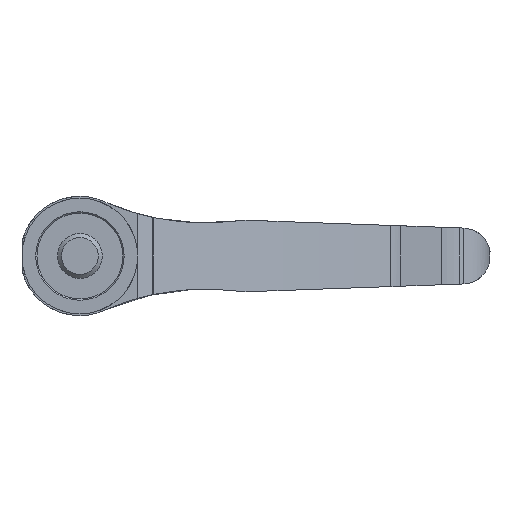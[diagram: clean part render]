
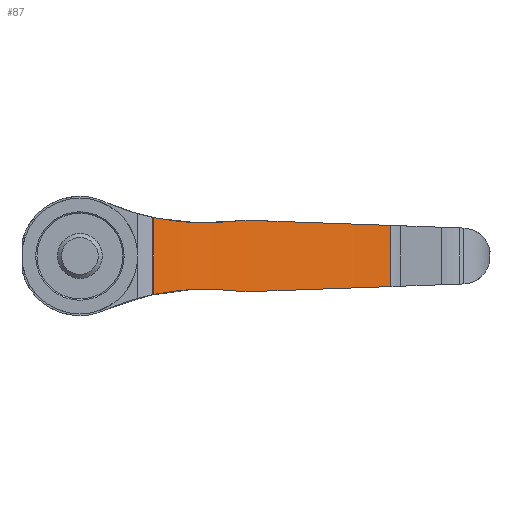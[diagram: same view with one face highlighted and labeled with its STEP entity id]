
A CAD part, front view. The second image highlights one B-rep face of the part: STEP entity #87.
In plain terms, the highlighted cylindrical face has radius 289.16 mm (diameter 578.32 mm), a partial arc.
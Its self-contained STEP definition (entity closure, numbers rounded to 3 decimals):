
#87 = ADVANCED_FACE( '', ( #223 ), #224, .F. );
#223 = FACE_OUTER_BOUND( '', #417, .T. );
#224 = CYLINDRICAL_SURFACE( '', #418, 289.16 );
#417 = EDGE_LOOP( '', ( #614, #615, #616, #617, #618, #619, #620, #621 ) );
#418 = AXIS2_PLACEMENT_3D( '', #622, #623, #624 );
#614 = ORIENTED_EDGE( '', *, *, #1095, .T. );
#615 = ORIENTED_EDGE( '', *, *, #1096, .F. );
#616 = ORIENTED_EDGE( '', *, *, #1090, .T. );
#617 = ORIENTED_EDGE( '', *, *, #1097, .T. );
#618 = ORIENTED_EDGE( '', *, *, #1098, .F. );
#619 = ORIENTED_EDGE( '', *, *, #1099, .T. );
#620 = ORIENTED_EDGE( '', *, *, #1100, .T. );
#621 = ORIENTED_EDGE( '', *, *, #1101, .F. );
#622 = CARTESIAN_POINT( '', ( 152.317, -223.239, 32. ) );
#623 = DIRECTION( '', ( 0., 0., 1. ) );
#624 = DIRECTION( '', ( -1., 0., 0. ) );
#1090 = EDGE_CURVE( '', #1282, #1283, #1284, .T. );
#1095 = EDGE_CURVE( '', #1291, #1292, #1293, .T. );
#1096 = EDGE_CURVE( '', #1282, #1292, #1294, .T. );
#1097 = EDGE_CURVE( '', #1283, #1295, #1296, .F. );
#1098 = EDGE_CURVE( '', #1297, #1295, #1298, .T. );
#1099 = EDGE_CURVE( '', #1297, #1299, #1300, .F. );
#1100 = EDGE_CURVE( '', #1299, #1301, #1302, .T. );
#1101 = EDGE_CURVE( '', #1291, #1301, #1303, .T. );
#1282 = VERTEX_POINT( '', #1562 );
#1283 = VERTEX_POINT( '', #1563 );
#1284 = B_SPLINE_CURVE_WITH_KNOTS( '', 3, ( #1564, #1565, #1566, #1567 ), .UNSPECIFIED., .F., .F., ( 4, 4 ), ( 0., 0.002 ), .UNSPECIFIED. );
#1291 = VERTEX_POINT( '', #1579 );
#1292 = VERTEX_POINT( '', #1580 );
#1293 = LINE( '', #1581, #1582 );
#1294 = B_SPLINE_CURVE_WITH_KNOTS( '', 3, ( #1583, #1584, #1585, #1586, #1587, #1588 ), .UNSPECIFIED., .F., .F., ( 4, 2, 4 ), ( 0., 0.013, 0.025 ), .UNSPECIFIED. );
#1295 = VERTEX_POINT( '', #1589 );
#1296 = ELLIPSE( '', #1590, 289.347, 289.16 );
#1297 = VERTEX_POINT( '', #1591 );
#1298 = LINE( '', #1592, #1593 );
#1299 = VERTEX_POINT( '', #1594 );
#1300 = ELLIPSE( '', #1595, 289.347, 289.16 );
#1301 = VERTEX_POINT( '', #1596 );
#1302 = B_SPLINE_CURVE_WITH_KNOTS( '', 3, ( #1597, #1598, #1599, #1600 ), .UNSPECIFIED., .F., .F., ( 4, 4 ), ( 0., 0.002 ), .UNSPECIFIED. );
#1303 = B_SPLINE_CURVE_WITH_KNOTS( '', 3, ( #1601, #1602, #1603, #1604, #1605, #1606 ), .UNSPECIFIED., .F., .F., ( 4, 2, 4 ), ( 0., 0.013, 0.025 ), .UNSPECIFIED. );
#1562 = CARTESIAN_POINT( '', ( 42.804, 44.381, -9.45 ) );
#1563 = CARTESIAN_POINT( '', ( 45.114, 45.315, -9.564 ) );
#1564 = CARTESIAN_POINT( '', ( 42.804, 44.381, -9.45 ) );
#1565 = CARTESIAN_POINT( '', ( 43.57, 44.694, -9.554 ) );
#1566 = CARTESIAN_POINT( '', ( 44.34, 45.006, -9.592 ) );
#1567 = CARTESIAN_POINT( '', ( 45.114, 45.315, -9.564 ) );
#1579 = CARTESIAN_POINT( '', ( 19.824, 33.781, 10.293 ) );
#1580 = CARTESIAN_POINT( '', ( 19.824, 33.781, -10.293 ) );
#1581 = CARTESIAN_POINT( '', ( 19.824, 33.781, 32. ) );
#1582 = VECTOR( '', #2229, 1000. );
#1583 = CARTESIAN_POINT( '', ( 42.804, 44.381, -9.45 ) );
#1584 = CARTESIAN_POINT( '', ( 38.876, 42.774, -8.918 ) );
#1585 = CARTESIAN_POINT( '', ( 34.998, 41.086, -8.743 ) );
#1586 = CARTESIAN_POINT( '', ( 27.339, 37.552, -9.036 ) );
#1587 = CARTESIAN_POINT( '', ( 23.558, 35.706, -9.505 ) );
#1588 = CARTESIAN_POINT( '', ( 19.824, 33.781, -10.293 ) );
#1589 = CARTESIAN_POINT( '', ( 83.209, 57.542, -8.194 ) );
#1590 = AXIS2_PLACEMENT_3D( '', #2230, #2231, #2232 );
#1591 = CARTESIAN_POINT( '', ( 83.209, 57.542, 8.194 ) );
#1592 = CARTESIAN_POINT( '', ( 83.209, 57.542, 32. ) );
#1593 = VECTOR( '', #2233, 1000. );
#1594 = CARTESIAN_POINT( '', ( 45.114, 45.315, 9.564 ) );
#1595 = AXIS2_PLACEMENT_3D( '', #2234, #2235, #2236 );
#1596 = CARTESIAN_POINT( '', ( 42.804, 44.381, 9.45 ) );
#1597 = CARTESIAN_POINT( '', ( 45.114, 45.315, 9.564 ) );
#1598 = CARTESIAN_POINT( '', ( 44.34, 45.006, 9.592 ) );
#1599 = CARTESIAN_POINT( '', ( 43.57, 44.694, 9.554 ) );
#1600 = CARTESIAN_POINT( '', ( 42.804, 44.381, 9.45 ) );
#1601 = CARTESIAN_POINT( '', ( 19.824, 33.781, 10.293 ) );
#1602 = CARTESIAN_POINT( '', ( 23.558, 35.706, 9.505 ) );
#1603 = CARTESIAN_POINT( '', ( 27.339, 37.552, 9.036 ) );
#1604 = CARTESIAN_POINT( '', ( 34.998, 41.086, 8.743 ) );
#1605 = CARTESIAN_POINT( '', ( 38.876, 42.774, 8.918 ) );
#1606 = CARTESIAN_POINT( '', ( 42.804, 44.381, 9.45 ) );
#2229 = DIRECTION( '', ( 0., 0., -1. ) );
#2230 = CARTESIAN_POINT( '', ( 152.317, -223.239, -5.708 ) );
#2231 = DIRECTION( '', ( -0.036, 0., 0.999 ) );
#2232 = DIRECTION( '', ( -0.999, 0., -0.036 ) );
#2233 = DIRECTION( '', ( 0., 0., -1. ) );
#2234 = CARTESIAN_POINT( '', ( 152.317, -223.239, 5.708 ) );
#2235 = DIRECTION( '', ( -0.036, 0., -0.999 ) );
#2236 = DIRECTION( '', ( 0.999, 0., -0.036 ) );
